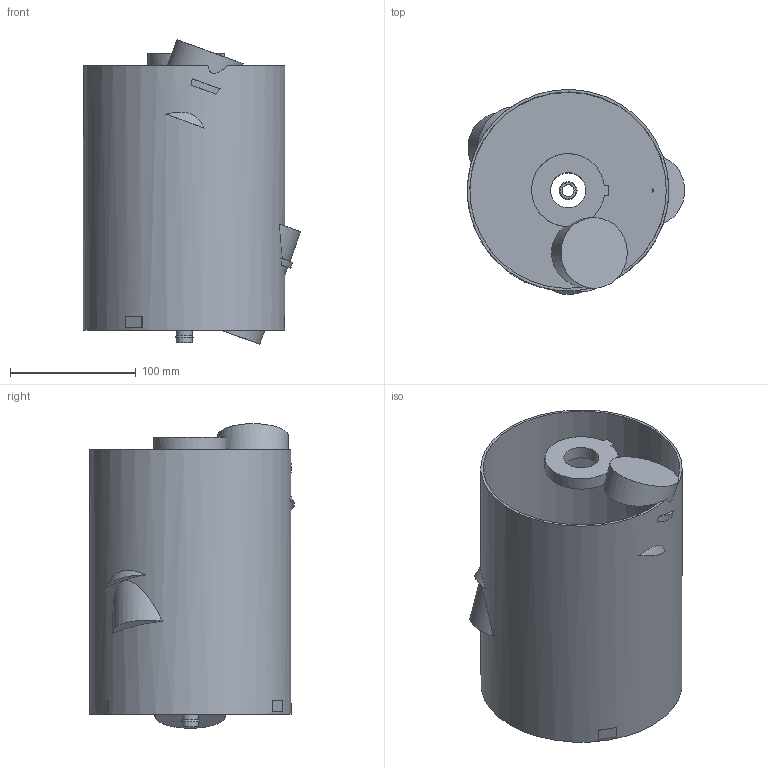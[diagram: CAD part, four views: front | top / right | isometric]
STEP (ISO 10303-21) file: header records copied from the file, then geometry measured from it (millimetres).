
FILE_DESCRIPTION(('Open CASCADE Model'),'2;1');
FILE_NAME('Open CASCADE Shape Model','2026-02-12T13:14:10',('Author'),( 'Open CASCADE'),'Open CASCADE STEP processor 7.8','build123d', 'Unknown');
FILE_SCHEMA(('AUTOMOTIVE_DESIGN { 1 0 10303 214 1 1 1 1 }'));
Length unit declared in the file: millimetre
Products named in the file (1): COMPOUND
Bounding box: 172.56 x 162.81 x 241.72 mm (x, y, z)
Volume: 367995.3 mm3; surface area: 268619.2 mm2
Topology: 3 solids, 6 shells, 93 faces, 211 edges, 137 vertices
Faces by surface type: plane 68, cylinder 22, cone 3
Full cylindrical faces by diameter (mm): 9.525 x1, 12.7 x2, 28 x2, 56 x1, 156 x2, 160 x1
Entity records: 7577 total; most frequent: CARTESIAN_POINT 3311, DIRECTION 785, ORIENTED_EDGE 422, PCURVE 422, DEFINITIONAL_REPRESENTATION 422, LINE 328, VECTOR 328, EDGE_CURVE 211
